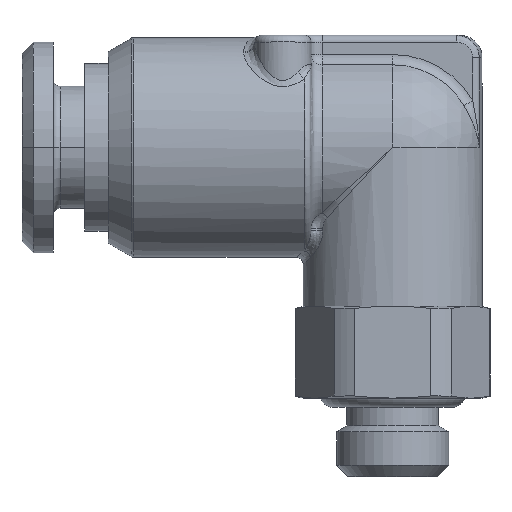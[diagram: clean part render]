
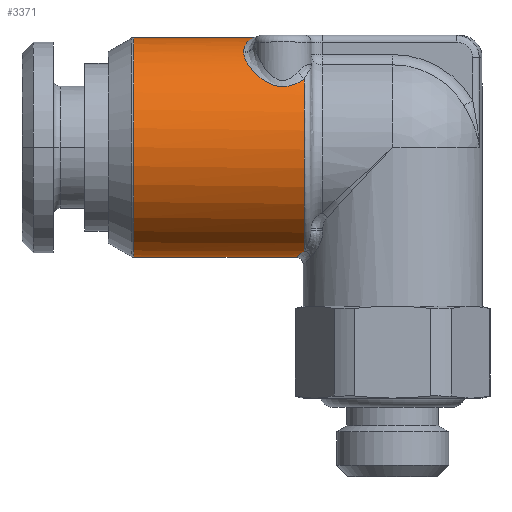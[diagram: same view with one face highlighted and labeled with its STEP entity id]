
A CAD part, top view. The second image highlights one B-rep face of the part: STEP entity #3371.
In plain terms, the highlighted cylindrical face has radius 4.9 mm (diameter 9.8 mm), a partial arc.
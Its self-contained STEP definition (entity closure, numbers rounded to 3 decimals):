
#744=CARTESIAN_POINT('',(-3.95,-4.631,1.601));
#745=CARTESIAN_POINT('',(-4.03,-4.692,1.426));
#746=CARTESIAN_POINT('',(-4.161,-4.792,1.071));
#747=CARTESIAN_POINT('',(-4.276,-4.881,
0.533));
#748=CARTESIAN_POINT('',(-4.3,-4.9,
0.176));
#749=CARTESIAN_POINT('',(-4.3,-4.9,
0.));
#751=CARTESIAN_POINT('',(-11.57,0.,0.));
#752=DIRECTION('',(1.,0.,0.));
#753=DIRECTION('',(0.,1.,0.));
#754=AXIS2_PLACEMENT_3D('',#751,#752,#753);
#756=CARTESIAN_POINT('',(-6.237,4.9,0.));
#757=CARTESIAN_POINT('',(-6.237,4.9,0.09));
#758=CARTESIAN_POINT('',(-6.248,4.895,0.271));
#759=CARTESIAN_POINT('',(-6.287,4.873,0.533));
#760=CARTESIAN_POINT('',(-6.345,4.837,0.8));
#761=CARTESIAN_POINT('',(-6.41,4.786,1.064));
#762=CARTESIAN_POINT('',(-6.475,4.72,1.323));
#763=CARTESIAN_POINT('',(-6.536,4.643,1.573));
#764=CARTESIAN_POINT('',(-6.59,4.548,1.83));
#765=CARTESIAN_POINT('',(-6.635,4.428,2.107));
#766=CARTESIAN_POINT('',(-6.65,4.324,2.309));
#767=CARTESIAN_POINT('',(-6.65,4.265,2.413));
#769=CARTESIAN_POINT('',(-6.65,0.,0.));
#770=DIRECTION('',(1.,0.,0.));
#771=DIRECTION('',(0.,0.87,0.492));
#772=AXIS2_PLACEMENT_3D('',#769,#770,#771);
#774=CARTESIAN_POINT('',(-6.65,4.217,2.495));
#775=CARTESIAN_POINT('',(-6.65,4.158,2.594));
#776=CARTESIAN_POINT('',(-6.63,4.041,2.777));
#777=CARTESIAN_POINT('',(-6.562,3.87,3.01));
#778=CARTESIAN_POINT('',(-6.47,3.708,3.207));
#779=CARTESIAN_POINT('',(-6.363,3.557,3.373));
#780=CARTESIAN_POINT('',(-6.248,3.418,3.513));
#781=CARTESIAN_POINT('',(-6.127,3.291,3.631));
#782=CARTESIAN_POINT('',(-6.003,3.177,3.731));
#783=CARTESIAN_POINT('',(-5.877,3.076,3.815));
#784=CARTESIAN_POINT('',(-5.75,2.986,3.885));
#785=CARTESIAN_POINT('',(-5.624,2.91,3.943));
#786=CARTESIAN_POINT('',(-5.5,2.846,3.989));
#787=CARTESIAN_POINT('',(-5.377,2.795,4.025));
#788=CARTESIAN_POINT('',(-5.256,2.756,4.052));
#789=CARTESIAN_POINT('',(-5.135,2.728,4.07));
#790=CARTESIAN_POINT('',(-5.014,2.712,4.081));
#791=CARTESIAN_POINT('',(-4.893,2.707,4.085));
#792=CARTESIAN_POINT('',(-4.772,2.713,4.08));
#793=CARTESIAN_POINT('',(-4.649,2.731,4.068));
#794=CARTESIAN_POINT('',(-4.521,2.762,4.047));
#795=CARTESIAN_POINT('',(-4.384,2.81,4.015));
#796=CARTESIAN_POINT('',(-4.24,2.875,3.968));
#797=CARTESIAN_POINT('',(-4.094,2.958,3.907));
#798=CARTESIAN_POINT('',(-3.998,3.023,3.857));
#799=CARTESIAN_POINT('',(-3.95,3.058,3.829));
#801=CARTESIAN_POINT('',(-3.95,0.,0.));
#802=DIRECTION('',(1.,0.,0.));
#803=DIRECTION('',(0.,0.624,0.781));
#804=AXIS2_PLACEMENT_3D('',#801,#802,#803);
#1009=CARTESIAN_POINT('',(-3.95,-4.631,
1.601));
#1011=CARTESIAN_POINT('',(-3.95,3.058,3.829));
#1127=DIRECTION('',(-1.,0.,0.));
#1128=VECTOR('',#1127,5.333);
#1129=CARTESIAN_POINT('',(-6.237,4.9,0.));
#1130=LINE('',#1129,#1128);
#1136=DIRECTION('',(-1.,0.,0.));
#1137=VECTOR('',#1136,7.27);
#1138=CARTESIAN_POINT('',(-4.3,-4.9,
0.));
#1139=LINE('',#1138,#1137);
#2200=CARTESIAN_POINT('',(-11.57,4.9,0.));
#2201=CARTESIAN_POINT('',(-11.57,-4.9,0.));
#2202=VERTEX_POINT('',#2200);
#2203=VERTEX_POINT('',#2201);
#2281=VERTEX_POINT('',#1011);
#2284=VERTEX_POINT('',#774);
#2286=CARTESIAN_POINT('',(-6.65,4.265,2.413));
#2287=VERTEX_POINT('',#2286);
#2290=VERTEX_POINT('',#756);
#2341=VERTEX_POINT('',#1009);
#2342=VERTEX_POINT('',#749);
#3349=CARTESIAN_POINT('',(-13.535,0.,0.));
#3350=DIRECTION('',(1.,0.,0.));
#3351=DIRECTION('',(0.,-1.,0.));
#3352=AXIS2_PLACEMENT_3D('',#3349,#3350,#3351);
#3353=CYLINDRICAL_SURFACE('',#3352,4.9);
#3355=ORIENTED_EDGE('',*,*,#3354,.T.);
#3357=ORIENTED_EDGE('',*,*,#3356,.T.);
#3358=ORIENTED_EDGE('',*,*,#3339,.F.);
#3360=ORIENTED_EDGE('',*,*,#3359,.F.);
#3362=ORIENTED_EDGE('',*,*,#3361,.T.);
#3364=ORIENTED_EDGE('',*,*,#3363,.T.);
#3366=ORIENTED_EDGE('',*,*,#3365,.T.);
#3368=ORIENTED_EDGE('',*,*,#3367,.T.);
#3369=EDGE_LOOP('',(#3355,#3357,#3358,#3360,#3362,#3364,#3366,#3368));
#3370=FACE_OUTER_BOUND('',#3369,.F.);
#3371=ADVANCED_FACE('',(#3370),#3353,.T.);
#750=B_SPLINE_CURVE_WITH_KNOTS('',3,(#744,#745,#746,#747,#748,#749),
.UNSPECIFIED.,.F.,.F.,(4,1,1,4),(0.,0.333,0.667,1.),
.UNSPECIFIED.);
#755=CIRCLE('',#754,4.9);
#768=B_SPLINE_CURVE_WITH_KNOTS('',3,(#756,#757,#758,#759,#760,#761,#762,#763,
#764,#765,#766,#767),.UNSPECIFIED.,.F.,.F.,(4,1,1,1,1,1,1,1,1,4),(0.,
0.111,0.222,0.333,0.444,
0.556,0.667,0.778,0.889,1.),
.UNSPECIFIED.);
#773=CIRCLE('',#772,4.9);
#800=B_SPLINE_CURVE_WITH_KNOTS('',3,(#774,#775,#776,#777,#778,#779,#780,#781,
#782,#783,#784,#785,#786,#787,#788,#789,#790,#791,#792,#793,#794,#795,#796,#797,
#798,#799),.UNSPECIFIED.,.F.,.F.,(4,1,1,1,1,1,1,1,1,1,1,1,1,1,1,1,1,1,1,1,1,1,1,
4),(0.,0.043,0.087,0.13,
0.174,0.217,0.261,0.304,
0.348,0.391,0.435,0.478,
0.522,0.565,0.609,0.652,
0.696,0.739,0.783,0.826,
0.87,0.913,0.957,1.),.UNSPECIFIED.);
#805=CIRCLE('',#804,4.9);
#3339=EDGE_CURVE('',#2202,#2203,#755,.T.);
#3354=EDGE_CURVE('',#2341,#2342,#750,.T.);
#3356=EDGE_CURVE('',#2342,#2203,#1139,.T.);
#3359=EDGE_CURVE('',#2290,#2202,#1130,.T.);
#3361=EDGE_CURVE('',#2290,#2287,#768,.T.);
#3363=EDGE_CURVE('',#2287,#2284,#773,.T.);
#3365=EDGE_CURVE('',#2284,#2281,#800,.T.);
#3367=EDGE_CURVE('',#2281,#2341,#805,.T.);
